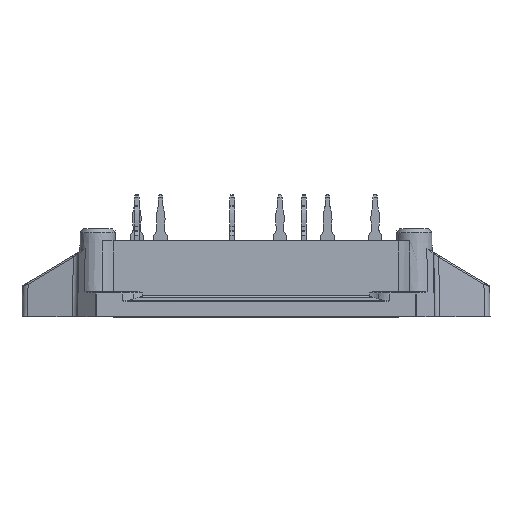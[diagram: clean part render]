
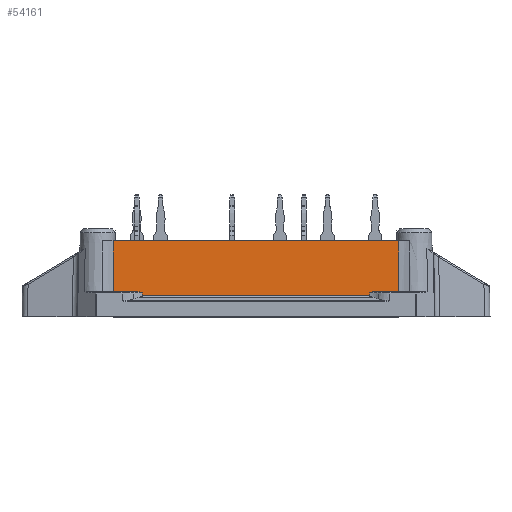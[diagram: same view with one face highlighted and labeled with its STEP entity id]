
A CAD part, front view. The second image highlights one B-rep face of the part: STEP entity #54161.
In plain terms, the highlighted planar face has unit normal (0, -1, 0.018).
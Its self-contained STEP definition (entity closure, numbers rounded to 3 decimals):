
#2913=B_SPLINE_CURVE_WITH_KNOTS('',3,(#74801,#74802,#74803,#74804),
 .UNSPECIFIED.,.F.,.F.,(4,4),(0.,0.001),
 .UNSPECIFIED.);
#2914=B_SPLINE_CURVE_WITH_KNOTS('',3,(#74809,#74810,#74811,#74812),
 .UNSPECIFIED.,.F.,.F.,(4,4),(0.001,0.001),
 .UNSPECIFIED.);
#2915=B_SPLINE_CURVE_WITH_KNOTS('',3,(#74814,#74815,#74816,#74817,#74818,
#74819,#74820),.UNSPECIFIED.,.F.,.F.,(4,1,1,1,4),(0.,
0.,0.,0.,0.001),
 .UNSPECIFIED.);
#2916=B_SPLINE_CURVE_WITH_KNOTS('',3,(#74824,#74825,#74826,#74827),
 .UNSPECIFIED.,.F.,.F.,(4,4),(0.,0.007),
 .UNSPECIFIED.);
#2917=B_SPLINE_CURVE_WITH_KNOTS('',3,(#74828,#74829,#74830,#74831),
 .UNSPECIFIED.,.F.,.F.,(4,4),(0.,0.007),.UNSPECIFIED.);
#2918=B_SPLINE_CURVE_WITH_KNOTS('',3,(#74835,#74836,#74837,#74838,#74839,
#74840),.UNSPECIFIED.,.F.,.F.,(4,1,1,4),(0.,0.,0.001,
0.001),.UNSPECIFIED.);
#4473=ORIENTED_EDGE('',*,*,#15961,.T.);
#4474=ORIENTED_EDGE('',*,*,#15962,.T.);
#4475=ORIENTED_EDGE('',*,*,#15963,.T.);
#4476=ORIENTED_EDGE('',*,*,#15964,.T.);
#4477=ORIENTED_EDGE('',*,*,#15965,.F.);
#4478=ORIENTED_EDGE('',*,*,#15966,.T.);
#4479=ORIENTED_EDGE('',*,*,#15482,.T.);
#4480=ORIENTED_EDGE('',*,*,#15967,.T.);
#4481=ORIENTED_EDGE('',*,*,#15968,.T.);
#4482=ORIENTED_EDGE('',*,*,#15969,.T.);
#15482=EDGE_CURVE('',#21247,#21246,#24522,.F.);
#15961=EDGE_CURVE('',#21689,#21690,#2913,.T.);
#15962=EDGE_CURVE('',#21690,#21691,#24737,.F.);
#15963=EDGE_CURVE('',#21691,#21692,#2914,.T.);
#15964=EDGE_CURVE('',#21692,#21693,#2915,.T.);
#15965=EDGE_CURVE('',#21694,#21693,#24738,.F.);
#15966=EDGE_CURVE('',#21694,#21247,#2916,.T.);
#15967=EDGE_CURVE('',#21246,#21695,#2917,.T.);
#15968=EDGE_CURVE('',#21695,#21696,#24739,.F.);
#15969=EDGE_CURVE('',#21696,#21689,#2918,.T.);
#21246=VERTEX_POINT('',#73507);
#21247=VERTEX_POINT('',#73509);
#21689=VERTEX_POINT('',#74805);
#21690=VERTEX_POINT('',#74806);
#21691=VERTEX_POINT('',#74808);
#21692=VERTEX_POINT('',#74813);
#21693=VERTEX_POINT('',#74821);
#21694=VERTEX_POINT('',#74823);
#21695=VERTEX_POINT('',#74832);
#21696=VERTEX_POINT('',#74834);
#24522=LINE('',#73508,#28150);
#24737=LINE('',#74807,#28365);
#24738=LINE('',#74822,#28366);
#24739=LINE('',#74833,#28367);
#28150=VECTOR('',#61397,1000.);
#28365=VECTOR('',#62060,1000.);
#28366=VECTOR('',#62061,1000.);
#28367=VECTOR('',#62062,1000.);
#31637=EDGE_LOOP('',(#4473,#4474,#4475,#4476,#4477,#4478,#4479,#4480,#4481,
#4482));
#34137=FACE_BOUND('',#31637,.T.);
#36523=PLANE('',#56979);
#54161=ADVANCED_FACE('',(#34137),#36523,.T.);
#56979=AXIS2_PLACEMENT_3D('',#74800,#62058,#62059);
#61397=DIRECTION('',(1.,0.,0.));
#62058=DIRECTION('',(0.,-1.,0.017));
#62059=DIRECTION('',(0.,0.017,1.));
#62060=DIRECTION('',(-1.,0.,0.));
#62061=DIRECTION('',(1.,0.,0.));
#62062=DIRECTION('',(-1.,0.,0.));
#73507=CARTESIAN_POINT('',(-19.154,-16.103,10.2));
#73508=CARTESIAN_POINT('',(-26.5,-16.103,10.2));
#73509=CARTESIAN_POINT('',(19.154,-16.103,10.2));
#74800=CARTESIAN_POINT('',(-26.5,-16.23,2.9));
#74801=CARTESIAN_POINT('',(-15.277,-16.225,3.203));
#74802=CARTESIAN_POINT('',(-15.277,-16.227,3.076));
#74803=CARTESIAN_POINT('',(-15.277,-16.229,2.949));
#74804=CARTESIAN_POINT('',(-15.277,-16.231,2.822));
#74805=CARTESIAN_POINT('',(-15.277,-16.225,3.203));
#74806=CARTESIAN_POINT('',(-15.277,-16.231,2.822));
#74807=CARTESIAN_POINT('',(15.276,-16.231,2.822));
#74808=CARTESIAN_POINT('',(15.277,-16.231,2.822));
#74809=CARTESIAN_POINT('',(15.277,-16.231,2.822));
#74810=CARTESIAN_POINT('',(15.277,-16.229,2.949));
#74811=CARTESIAN_POINT('',(15.277,-16.227,3.076));
#74812=CARTESIAN_POINT('',(15.277,-16.225,3.203));
#74813=CARTESIAN_POINT('',(15.277,-16.225,3.203));
#74814=CARTESIAN_POINT('',(15.277,-16.225,3.203));
#74815=CARTESIAN_POINT('',(15.277,-16.224,3.233));
#74816=CARTESIAN_POINT('',(15.331,-16.223,3.273));
#74817=CARTESIAN_POINT('',(15.431,-16.223,3.319));
#74818=CARTESIAN_POINT('',(15.627,-16.222,3.377));
#74819=CARTESIAN_POINT('',(15.794,-16.221,3.4));
#74820=CARTESIAN_POINT('',(15.909,-16.221,3.4));
#74821=CARTESIAN_POINT('',(15.909,-16.221,3.4));
#74822=CARTESIAN_POINT('',(-26.5,-16.221,3.4));
#74823=CARTESIAN_POINT('',(19.136,-16.221,3.4));
#74824=CARTESIAN_POINT('',(19.136,-16.221,3.4));
#74825=CARTESIAN_POINT('',(19.142,-16.182,5.667));
#74826=CARTESIAN_POINT('',(19.148,-16.142,7.933));
#74827=CARTESIAN_POINT('',(19.154,-16.103,10.2));
#74828=CARTESIAN_POINT('',(-19.154,-16.103,10.2));
#74829=CARTESIAN_POINT('',(-19.148,-16.142,7.933));
#74830=CARTESIAN_POINT('',(-19.142,-16.182,5.667));
#74831=CARTESIAN_POINT('',(-19.136,-16.221,3.4));
#74832=CARTESIAN_POINT('',(-19.136,-16.221,3.4));
#74833=CARTESIAN_POINT('',(-26.5,-16.221,3.4));
#74834=CARTESIAN_POINT('',(-15.909,-16.221,3.4));
#74835=CARTESIAN_POINT('',(-15.909,-16.221,3.4));
#74836=CARTESIAN_POINT('',(-15.794,-16.221,3.4));
#74837=CARTESIAN_POINT('',(-15.619,-16.222,3.378));
#74838=CARTESIAN_POINT('',(-15.415,-16.223,3.31));
#74839=CARTESIAN_POINT('',(-15.277,-16.224,3.262));
#74840=CARTESIAN_POINT('',(-15.277,-16.225,3.203));
